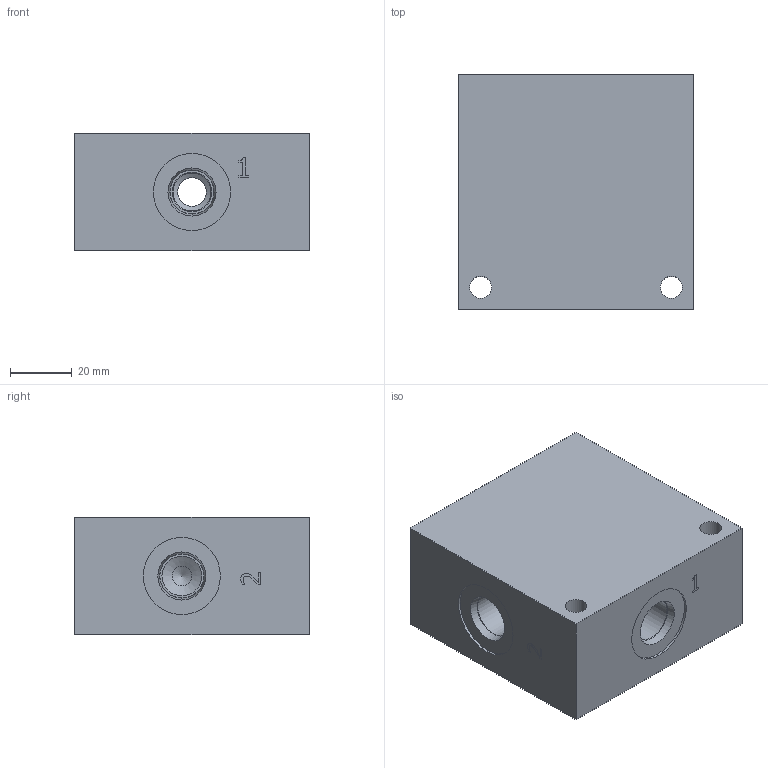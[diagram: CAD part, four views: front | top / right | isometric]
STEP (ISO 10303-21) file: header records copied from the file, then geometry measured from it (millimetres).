
FILE_DESCRIPTION(/* description */ (''),/* implementation_level */ '2;1');
FILE_NAME(/* name */ '_C103CB6S.stp',/* time_stamp */ '2022-04-28T13:43:46-04:00',/* author */ ('trevorh'),/* organization */ (''),/* preprocessor_version */ 'ST-DEVELOPER v18',/* originating_system */ 'Autodesk Inventor 2020',/* authorisation */ '');
FILE_SCHEMA (('CONFIG_CONTROL_DESIGN'));
Length unit declared in the file: millimetre
Products named in the file (1): Part_AC103CB6S.C13374R0_3D
Bounding box: 76.2 x 76.2 x 38.1 mm (x, y, z)
Volume: 194180.4 mm3; surface area: 29969.6 mm2
Topology: 1 solids, 1 shells, 443 faces, 1229 edges, 824 vertices
Faces by surface type: plane 249, bspline 152, cylinder 23, cone 19
Full cylindrical faces by diameter (mm): 6.35 x2, 7.137 x2, 9.881 x1, 11.125 x1, 12.294 x1, 12.9 x2, 14.275 x2, 14.3 x1, 14.529 x2, 15.9 x1, 17.5 x1, 20.625 x1, 21.285 x1, 22.23 x1, 22.49 x1, 25.019 x2, 34.14 x1
Entity records: 15309 total; most frequent: CARTESIAN_POINT 4471, ORIENTED_EDGE 2454, DIRECTION 1603, EDGE_CURVE 1227, LINE 827, VECTOR 827, VERTEX_POINT 824, EDGE_LOOP 487
